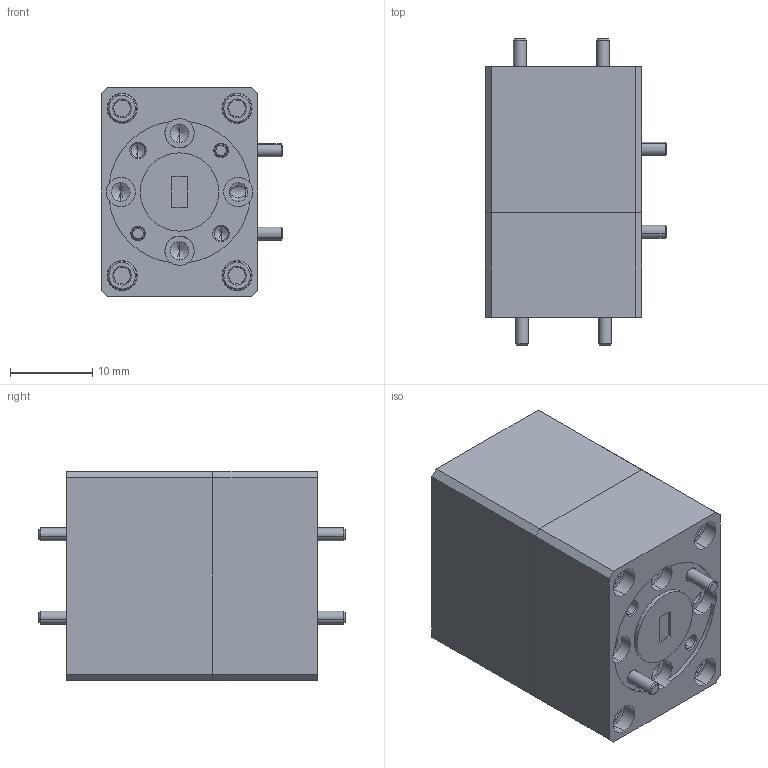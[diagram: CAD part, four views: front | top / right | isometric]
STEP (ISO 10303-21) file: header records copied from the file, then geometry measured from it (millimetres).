
FILE_DESCRIPTION (( 'STEP AP203' ), '1' );
FILE_NAME ('SAT-603-14115-C1.STEP', '2019-06-26T18:23:19', ( '' ), ( '' ), 'SwSTEP 2.0', 'SolidWorks 2016', '' );
FILE_SCHEMA (( 'CONFIG_CONTROL_DESIGN' ));
Length unit declared in the file: inch
Products named in the file (1): SAT-603-14115-C1
Bounding box: 22.07 x 37.21 x 25.4 mm (x, y, z)
Volume: 13817.1 mm3; surface area: 6416.1 mm2
Topology: 12 solids, 12 shells, 388 faces, 881 edges, 512 vertices
Faces by surface type: cone 141, cylinder 140, plane 107
Entity records: 10783 total; most frequent: CARTESIAN_POINT 1996, DIRECTION 1978, ORIENTED_EDGE 1674, EDGE_CURVE 837, AXIS2_PLACEMENT_3D 788, VERTEX_POINT 512, EDGE_LOOP 439, VECTOR 402
